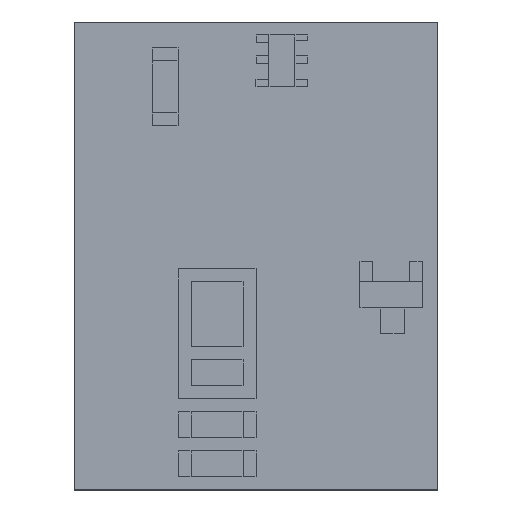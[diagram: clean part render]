
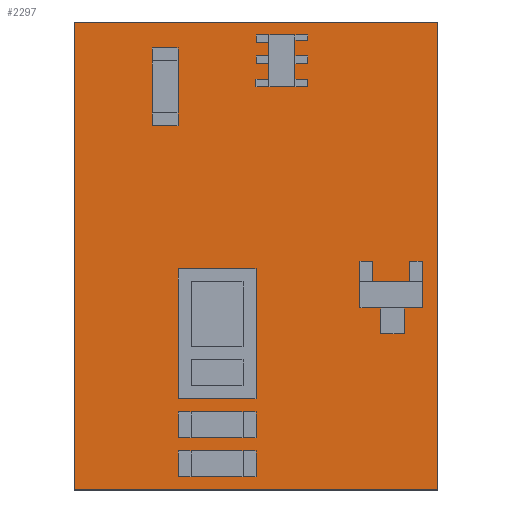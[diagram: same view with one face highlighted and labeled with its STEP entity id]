
A CAD part, top view. The second image highlights one B-rep face of the part: STEP entity #2297.
In plain terms, the highlighted planar face has unit normal (0, 0, 1).
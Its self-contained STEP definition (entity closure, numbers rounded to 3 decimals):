
#69=FACE_OUTER_BOUND('',#221,.T.);
#221=EDGE_LOOP('',(#1533,#1534,#1535,#1536));
#373=LINE('',#3256,#685);
#377=LINE('',#3264,#689);
#380=LINE('',#3270,#692);
#383=LINE('',#3275,#695);
#685=VECTOR('',#2638,10.);
#689=VECTOR('',#2644,10.);
#692=VECTOR('',#2649,10.);
#695=VECTOR('',#2654,10.);
#997=VERTEX_POINT('',#3254);
#998=VERTEX_POINT('',#3255);
#1001=VERTEX_POINT('',#3263);
#1003=VERTEX_POINT('',#3269);
#1205=EDGE_CURVE('',#997,#998,#373,.T.);
#1209=EDGE_CURVE('',#998,#1001,#377,.T.);
#1212=EDGE_CURVE('',#1001,#1003,#380,.T.);
#1215=EDGE_CURVE('',#1003,#997,#383,.T.);
#1533=ORIENTED_EDGE('',*,*,#1215,.T.);
#1534=ORIENTED_EDGE('',*,*,#1205,.T.);
#1535=ORIENTED_EDGE('',*,*,#1209,.T.);
#1536=ORIENTED_EDGE('',*,*,#1212,.T.);
#2145=PLANE('',#2486);
#2297=ADVANCED_FACE('',(#69),#2145,.T.);
#2486=AXIS2_PLACEMENT_3D('',#3277,#2656,#2657);
#2638=DIRECTION('',(1.,0.,0.));
#2644=DIRECTION('',(0.,1.,0.));
#2649=DIRECTION('',(-1.,0.,0.));
#2654=DIRECTION('',(0.,-1.,0.));
#2656=DIRECTION('center_axis',(0.,0.,1.));
#2657=DIRECTION('ref_axis',(1.,0.,0.));
#3254=CARTESIAN_POINT('',(0.,0.,0.));
#3255=CARTESIAN_POINT('',(14.,0.,0.));
#3256=CARTESIAN_POINT('',(0.,0.,0.));
#3263=CARTESIAN_POINT('',(14.,18.,0.));
#3264=CARTESIAN_POINT('',(14.,0.,0.));
#3269=CARTESIAN_POINT('',(0.,18.,0.));
#3270=CARTESIAN_POINT('',(14.,18.,0.));
#3275=CARTESIAN_POINT('',(0.,18.,0.));
#3277=CARTESIAN_POINT('Origin',(7.,9.,0.));
